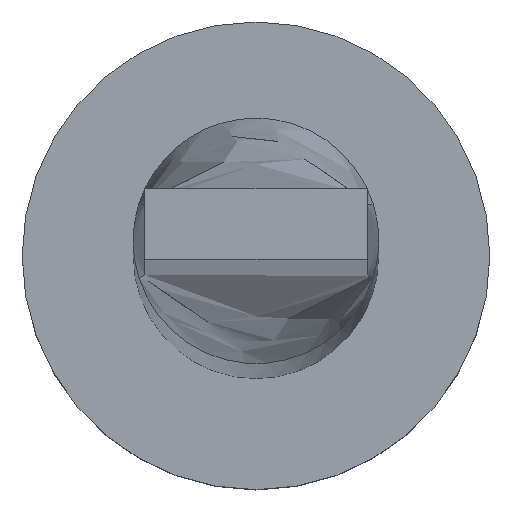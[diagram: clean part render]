
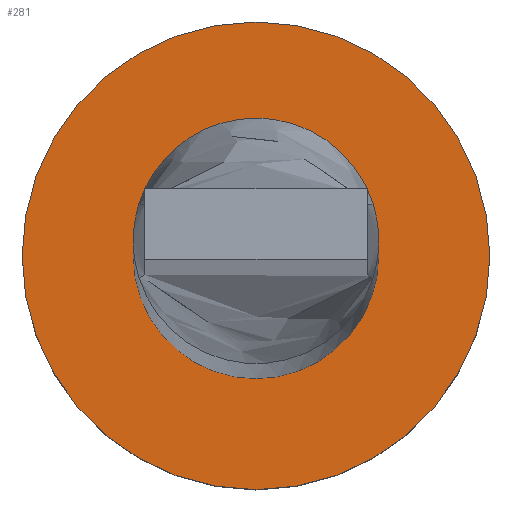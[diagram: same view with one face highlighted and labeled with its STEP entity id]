
A CAD part, top view. The second image highlights one B-rep face of the part: STEP entity #281.
In plain terms, the highlighted planar face has unit normal (0, 0, 1).
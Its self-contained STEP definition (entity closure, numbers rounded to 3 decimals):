
#25 = ORIENTED_EDGE ( 'NONE', *, *, #142, .T. ) ;
#30 = AXIS2_PLACEMENT_3D ( 'NONE', #528, #116, #165 ) ;
#35 = ORIENTED_EDGE ( 'NONE', *, *, #147, .T. ) ;
#38 = FACE_OUTER_BOUND ( 'NONE', #540, .T. ) ;
#40 = CIRCLE ( 'NONE', #30, 4. ) ;
#44 = DIRECTION ( 'NONE',  ( 0., 0., 1. ) ) ;
#105 = ORIENTED_EDGE ( 'NONE', *, *, #503, .F. ) ;
#108 = VERTEX_POINT ( 'NONE', #352 ) ;
#116 = DIRECTION ( 'NONE',  ( 0., 0., 1. ) ) ;
#129 = AXIS2_PLACEMENT_3D ( 'NONE', #168, #250, #303 ) ;
#133 = DIRECTION ( 'NONE',  ( 0., 0., 1. ) ) ;
#142 = EDGE_CURVE ( 'NONE', #462, #200, #313, .T. ) ;
#147 = EDGE_CURVE ( 'NONE', #200, #462, #40, .T. ) ;
#161 = AXIS2_PLACEMENT_3D ( 'NONE', #494, #44, #224 ) ;
#165 = DIRECTION ( 'NONE',  ( 1., 0., 0. ) ) ;
#168 = CARTESIAN_POINT ( 'NONE',  ( 0., 0., 3. ) ) ;
#200 = VERTEX_POINT ( 'NONE', #430 ) ;
#202 = DIRECTION ( 'NONE',  ( 1., 0., 0. ) ) ;
#221 = PLANE ( 'NONE',  #161 ) ;
#224 = DIRECTION ( 'NONE',  ( 1., 0., 0. ) ) ;
#229 = EDGE_CURVE ( 'NONE', #108, #523, #542, .T. ) ;
#250 = DIRECTION ( 'NONE',  ( 0., 0., 1. ) ) ;
#274 = CIRCLE ( 'NONE', #129, 2.1 ) ;
#281 = ADVANCED_FACE ( 'NONE', ( #290, #38 ), #221, .T. ) ;
#286 = AXIS2_PLACEMENT_3D ( 'NONE', #578, #350, #202 ) ;
#290 = FACE_BOUND ( 'NONE', #403, .T. ) ;
#303 = DIRECTION ( 'NONE',  ( 1., 0., 0. ) ) ;
#313 = CIRCLE ( 'NONE', #286, 4. ) ;
#316 = ORIENTED_EDGE ( 'NONE', *, *, #229, .F. ) ;
#317 = DIRECTION ( 'NONE',  ( 1., 0., 0. ) ) ;
#333 = CARTESIAN_POINT ( 'NONE',  ( 0., 0., 3. ) ) ;
#344 = CARTESIAN_POINT ( 'NONE',  ( 2.1, 0., 3. ) ) ;
#350 = DIRECTION ( 'NONE',  ( 0., 0., 1. ) ) ;
#352 = CARTESIAN_POINT ( 'NONE',  ( -2.1, 0., 3. ) ) ;
#363 = AXIS2_PLACEMENT_3D ( 'NONE', #333, #133, #317 ) ;
#403 = EDGE_LOOP ( 'NONE', ( #316, #105 ) ) ;
#430 = CARTESIAN_POINT ( 'NONE',  ( -4., 0., 3. ) ) ;
#432 = CARTESIAN_POINT ( 'NONE',  ( 4., 0., 3. ) ) ;
#462 = VERTEX_POINT ( 'NONE', #432 ) ;
#494 = CARTESIAN_POINT ( 'NONE',  ( 0., 0., 3. ) ) ;
#503 = EDGE_CURVE ( 'NONE', #523, #108, #274, .T. ) ;
#523 = VERTEX_POINT ( 'NONE', #344 ) ;
#528 = CARTESIAN_POINT ( 'NONE',  ( 0., 0., 3. ) ) ;
#540 = EDGE_LOOP ( 'NONE', ( #35, #25 ) ) ;
#542 = CIRCLE ( 'NONE', #363, 2.1 ) ;
#578 = CARTESIAN_POINT ( 'NONE',  ( 0., 0., 3. ) ) ;
